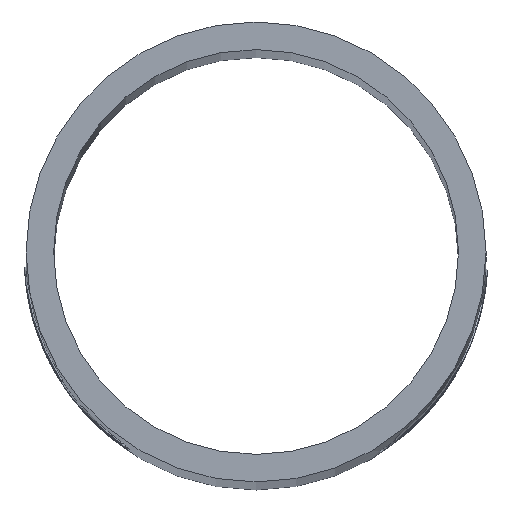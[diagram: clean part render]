
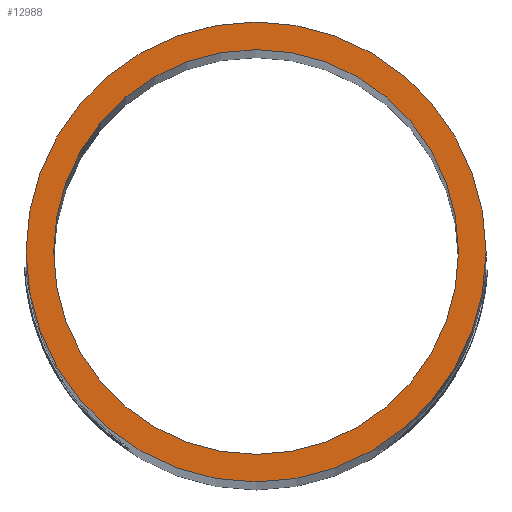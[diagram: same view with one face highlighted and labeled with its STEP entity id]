
A CAD part, top view. The second image highlights one B-rep face of the part: STEP entity #12988.
In plain terms, the highlighted planar face has unit normal (0, 0, 1).
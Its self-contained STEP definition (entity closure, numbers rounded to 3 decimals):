
#334=FACE_BOUND('',#2257,.T.);
#1471=FACE_OUTER_BOUND('',#2256,.T.);
#2256=EDGE_LOOP('',(#11754));
#2257=EDGE_LOOP('',(#11755));
#4606=CIRCLE('',#13895,12.5);
#4737=CIRCLE('',#14351,11.);
#5586=VERTEX_POINT('',#23098);
#6013=VERTEX_POINT('',#25616);
#7286=EDGE_CURVE('',#5586,#5586,#4606,.T.);
#7927=EDGE_CURVE('',#6013,#6013,#4737,.T.);
#11754=ORIENTED_EDGE('',*,*,#7286,.F.);
#11755=ORIENTED_EDGE('',*,*,#7927,.T.);
#12276=PLANE('',#14354);
#12988=ADVANCED_FACE('',(#1471,#334),#12276,.F.);
#13895=AXIS2_PLACEMENT_3D('',#23099,#16825,#16826);
#14351=AXIS2_PLACEMENT_3D('',#25618,#18087,#18088);
#14354=AXIS2_PLACEMENT_3D('',#25621,#18093,#18094);
#16825=DIRECTION('center_axis',(0.,0.,-1.));
#16826=DIRECTION('ref_axis',(-1.,0.,0.));
#18087=DIRECTION('center_axis',(0.,0.,-1.));
#18088=DIRECTION('ref_axis',(-1.,0.,0.));
#18093=DIRECTION('center_axis',(0.,0.,-1.));
#18094=DIRECTION('ref_axis',(-1.,0.,0.));
#23098=CARTESIAN_POINT('',(12.5,0.,125.));
#23099=CARTESIAN_POINT('Origin',(0.,0.,125.));
#25616=CARTESIAN_POINT('',(11.,0.,125.));
#25618=CARTESIAN_POINT('Origin',(0.,0.,125.));
#25621=CARTESIAN_POINT('Origin',(0.,0.,125.));
